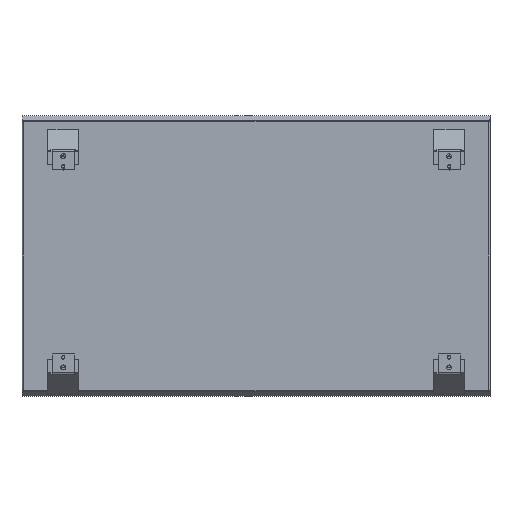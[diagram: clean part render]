
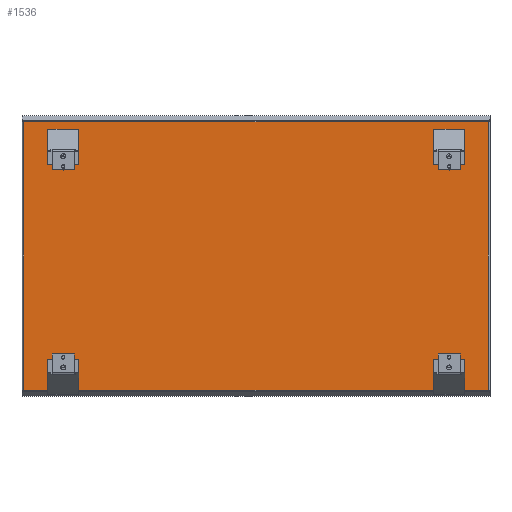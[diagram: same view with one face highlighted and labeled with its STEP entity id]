
A CAD part, front view. The second image highlights one B-rep face of the part: STEP entity #1536.
In plain terms, the highlighted planar face has unit normal (0, -1, 0).
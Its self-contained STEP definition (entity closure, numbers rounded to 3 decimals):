
#1536=ADVANCED_FACE('',(#2792,#2793,#2794,#2795,#2796),#2797,.F.);
#2792=FACE_OUTER_BOUND('',#3945,.T.);
#2793=FACE_BOUND('',#3946,.T.);
#2794=FACE_BOUND('',#3947,.T.);
#2795=FACE_BOUND('',#3948,.T.);
#2796=FACE_BOUND('',#3949,.T.);
#2797=PLANE('',#3950);
#3945=EDGE_LOOP('',(#6799,#6800,#6801,#6802));
#3946=EDGE_LOOP('',(#6803,#6804));
#3947=EDGE_LOOP('',(#6805,#6806));
#3948=EDGE_LOOP('',(#6807,#6808));
#3949=EDGE_LOOP('',(#6809,#6810));
#3950=AXIS2_PLACEMENT_3D('',#6811,#6812,#6813);
#6799=ORIENTED_EDGE('',*,*,#8101,.F.);
#6800=ORIENTED_EDGE('',*,*,#8051,.F.);
#6801=ORIENTED_EDGE('',*,*,#8151,.F.);
#6802=ORIENTED_EDGE('',*,*,#8071,.T.);
#6803=ORIENTED_EDGE('',*,*,#8157,.F.);
#6804=ORIENTED_EDGE('',*,*,#8023,.F.);
#6805=ORIENTED_EDGE('',*,*,#8158,.F.);
#6806=ORIENTED_EDGE('',*,*,#8018,.F.);
#6807=ORIENTED_EDGE('',*,*,#8159,.F.);
#6808=ORIENTED_EDGE('',*,*,#8013,.F.);
#6809=ORIENTED_EDGE('',*,*,#8160,.F.);
#6810=ORIENTED_EDGE('',*,*,#8008,.F.);
#6811=CARTESIAN_POINT('',(424.75,57.2,503.82));
#6812=DIRECTION('',(-0.0,1.0,0.0));
#6813=DIRECTION('',(1.0,0.0,0.0));
#8008=EDGE_CURVE('',#9596,#9592,#9598,.T.);
#8013=EDGE_CURVE('',#9605,#9601,#9607,.T.);
#8018=EDGE_CURVE('',#9614,#9610,#9616,.T.);
#8023=EDGE_CURVE('',#9623,#9619,#9625,.T.);
#8051=EDGE_CURVE('',#9672,#9653,#9674,.T.);
#8071=EDGE_CURVE('',#9707,#9705,#9708,.T.);
#8101=EDGE_CURVE('',#9653,#9705,#9751,.T.);
#8151=EDGE_CURVE('',#9707,#9672,#9825,.T.);
#8157=EDGE_CURVE('',#9619,#9623,#9833,.T.);
#8158=EDGE_CURVE('',#9610,#9614,#9834,.T.);
#8159=EDGE_CURVE('',#9601,#9605,#9835,.T.);
#8160=EDGE_CURVE('',#9592,#9596,#9836,.T.);
#9592=VERTEX_POINT('',#11605);
#9596=VERTEX_POINT('',#11610);
#9598=CIRCLE('',#11613,3.3);
#9601=VERTEX_POINT('',#11616);
#9605=VERTEX_POINT('',#11621);
#9607=CIRCLE('',#11624,3.3);
#9610=VERTEX_POINT('',#11627);
#9614=VERTEX_POINT('',#11632);
#9616=CIRCLE('',#11635,3.3);
#9619=VERTEX_POINT('',#11638);
#9623=VERTEX_POINT('',#11643);
#9625=CIRCLE('',#11646,3.3);
#9653=VERTEX_POINT('',#11708);
#9672=VERTEX_POINT('',#11733);
#9674=LINE('',#11735,#11736);
#9705=VERTEX_POINT('',#11780);
#9707=VERTEX_POINT('',#11782);
#9708=LINE('',#11783,#11784);
#9751=LINE('',#11846,#11847);
#9825=LINE('',#11967,#11968);
#9833=CIRCLE('',#11977,3.3);
#9834=CIRCLE('',#11978,3.3);
#9835=CIRCLE('',#11979,3.3);
#9836=CIRCLE('',#11980,3.3);
#11605=CARTESIAN_POINT('',(78.05,57.2,433.54));
#11610=CARTESIAN_POINT('',(71.45,57.2,433.54));
#11613=AXIS2_PLACEMENT_3D('',#13362,#13363,#13364);
#11616=CARTESIAN_POINT('',(78.05,57.2,55.1));
#11621=CARTESIAN_POINT('',(71.45,57.2,55.1));
#11624=AXIS2_PLACEMENT_3D('',#13370,#13371,#13372);
#11627=CARTESIAN_POINT('',(778.55,57.2,433.54));
#11632=CARTESIAN_POINT('',(771.95,57.2,433.54));
#11635=AXIS2_PLACEMENT_3D('',#13378,#13379,#13380);
#11638=CARTESIAN_POINT('',(778.55,57.2,55.1));
#11643=CARTESIAN_POINT('',(771.95,57.2,55.1));
#11646=AXIS2_PLACEMENT_3D('',#13386,#13387,#13388);
#11708=CARTESIAN_POINT('',(846.5,57.2,11.17));
#11733=CARTESIAN_POINT('',(846.5,57.2,498.82));
#11735=CARTESIAN_POINT('',(846.5,57.2,503.82));
#11736=VECTOR('',#13424,1.0);
#11780=CARTESIAN_POINT('',(3.0,57.2,11.17));
#11782=CARTESIAN_POINT('',(3.0,57.2,498.82));
#11783=CARTESIAN_POINT('',(3.0,57.2,503.82));
#11784=VECTOR('',#13444,1.0);
#11846=CARTESIAN_POINT('',(424.75,57.2,11.17));
#11847=VECTOR('',#13473,1.0);
#11967=CARTESIAN_POINT('',(424.75,57.2,498.82));
#11968=VECTOR('',#13546,1.0);
#11977=AXIS2_PLACEMENT_3D('',#13554,#13555,#13556);
#11978=AXIS2_PLACEMENT_3D('',#13557,#13558,#13559);
#11979=AXIS2_PLACEMENT_3D('',#13560,#13561,#13562);
#11980=AXIS2_PLACEMENT_3D('',#13563,#13564,#13565);
#13362=CARTESIAN_POINT('',(74.75,57.2,433.54));
#13363=DIRECTION('',(0.0,-1.0,0.0));
#13364=DIRECTION('',(1.0,0.0,0.0));
#13370=CARTESIAN_POINT('',(74.75,57.2,55.1));
#13371=DIRECTION('',(0.0,-1.0,0.0));
#13372=DIRECTION('',(1.0,0.0,0.0));
#13378=CARTESIAN_POINT('',(775.25,57.2,433.54));
#13379=DIRECTION('',(0.0,-1.0,0.0));
#13380=DIRECTION('',(1.0,0.0,0.0));
#13386=CARTESIAN_POINT('',(775.25,57.2,55.1));
#13387=DIRECTION('',(0.0,-1.0,0.0));
#13388=DIRECTION('',(1.0,0.0,0.0));
#13424=DIRECTION('',(0.0,0.0,-1.0));
#13444=DIRECTION('',(0.0,0.0,-1.0));
#13473=DIRECTION('',(-1.0,0.0,0.0));
#13546=DIRECTION('',(1.0,-0.0,0.0));
#13554=CARTESIAN_POINT('',(775.25,57.2,55.1));
#13555=DIRECTION('',(0.0,-1.0,0.0));
#13556=DIRECTION('',(1.0,0.0,0.0));
#13557=CARTESIAN_POINT('',(775.25,57.2,433.54));
#13558=DIRECTION('',(0.0,-1.0,0.0));
#13559=DIRECTION('',(1.0,0.0,0.0));
#13560=CARTESIAN_POINT('',(74.75,57.2,55.1));
#13561=DIRECTION('',(0.0,-1.0,0.0));
#13562=DIRECTION('',(1.0,0.0,0.0));
#13563=CARTESIAN_POINT('',(74.75,57.2,433.54));
#13564=DIRECTION('',(0.0,-1.0,0.0));
#13565=DIRECTION('',(1.0,0.0,0.0));
